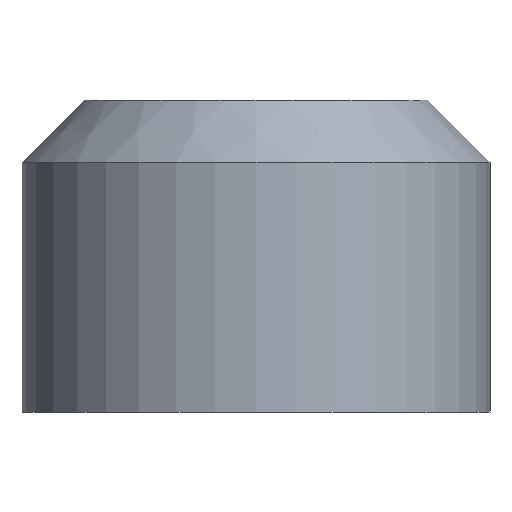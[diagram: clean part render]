
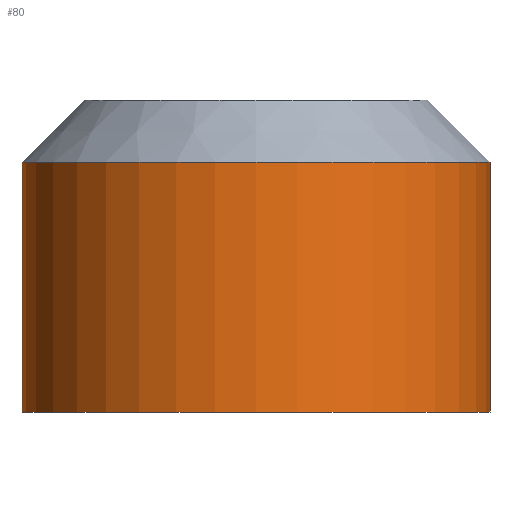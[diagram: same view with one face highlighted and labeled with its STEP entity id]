
A CAD part, front view. The second image highlights one B-rep face of the part: STEP entity #80.
In plain terms, the highlighted cylindrical face has radius 7.5 mm (diameter 15 mm), a full revolution.
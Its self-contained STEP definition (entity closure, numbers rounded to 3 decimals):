
#19=CYLINDRICAL_SURFACE('',#102,7.5);
#22=FACE_OUTER_BOUND('',#27,.T.);
#27=EDGE_LOOP('',(#65,#66,#67,#68,#69));
#34=LINE('',#147,#37);
#37=VECTOR('',#122,7.5);
#40=CIRCLE('',#100,7.5);
#41=CIRCLE('',#101,7.5);
#42=CIRCLE('',#103,7.5);
#46=VERTEX_POINT('',#140);
#47=VERTEX_POINT('',#142);
#48=VERTEX_POINT('',#146);
#53=EDGE_CURVE('',#46,#47,#40,.T.);
#54=EDGE_CURVE('',#47,#46,#41,.T.);
#55=EDGE_CURVE('',#47,#48,#34,.T.);
#56=EDGE_CURVE('',#48,#48,#42,.T.);
#65=ORIENTED_EDGE('',*,*,#53,.F.);
#66=ORIENTED_EDGE('',*,*,#54,.F.);
#67=ORIENTED_EDGE('',*,*,#55,.T.);
#68=ORIENTED_EDGE('',*,*,#56,.T.);
#69=ORIENTED_EDGE('',*,*,#55,.F.);
#80=ADVANCED_FACE('',(#22),#19,.T.);
#100=AXIS2_PLACEMENT_3D('',#143,#116,#117);
#101=AXIS2_PLACEMENT_3D('',#144,#118,#119);
#102=AXIS2_PLACEMENT_3D('',#145,#120,#121);
#103=AXIS2_PLACEMENT_3D('',#148,#123,#124);
#116=DIRECTION('center_axis',(0.,0.,1.));
#117=DIRECTION('ref_axis',(-1.,0.,0.));
#118=DIRECTION('center_axis',(0.,0.,1.));
#119=DIRECTION('ref_axis',(-1.,0.,0.));
#120=DIRECTION('center_axis',(0.,0.,1.));
#121=DIRECTION('ref_axis',(1.,0.,0.));
#122=DIRECTION('',(0.,0.,-1.));
#123=DIRECTION('center_axis',(0.,0.,1.));
#124=DIRECTION('ref_axis',(1.,0.,0.));
#140=CARTESIAN_POINT('',(7.5,0.,8.));
#142=CARTESIAN_POINT('',(-7.5,0.,8.));
#143=CARTESIAN_POINT('Origin',(0.,0.,8.));
#144=CARTESIAN_POINT('Origin',(0.,0.,8.));
#145=CARTESIAN_POINT('Origin',(0.,0.,0.));
#146=CARTESIAN_POINT('',(-7.5,0.,0.));
#147=CARTESIAN_POINT('',(-7.5,0.,0.));
#148=CARTESIAN_POINT('Origin',(0.,0.,0.));
